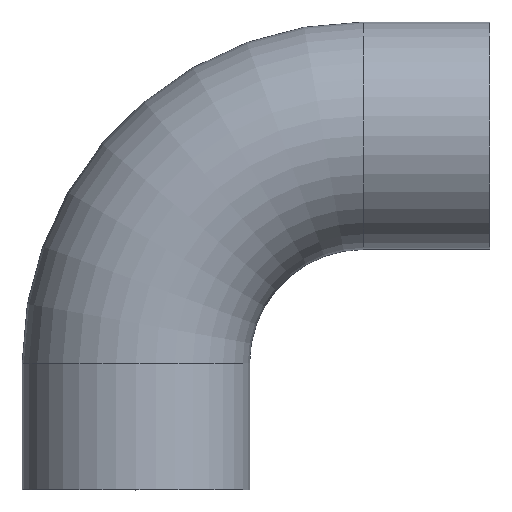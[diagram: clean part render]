
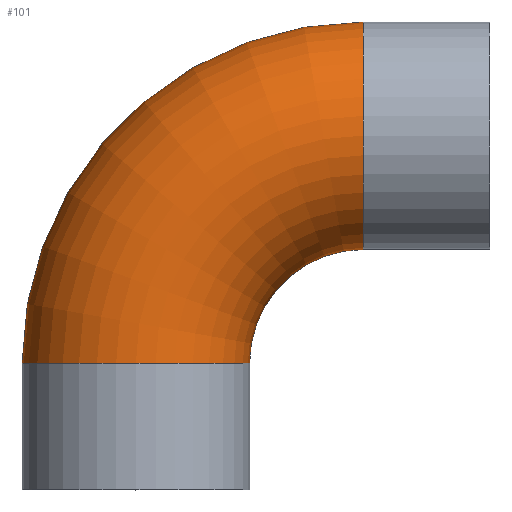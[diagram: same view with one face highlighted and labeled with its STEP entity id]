
A CAD part, top view. The second image highlights one B-rep face of the part: STEP entity #101.
In plain terms, the highlighted toroidal (fillet/blend) face has major radius 250 mm and minor radius 125 mm.
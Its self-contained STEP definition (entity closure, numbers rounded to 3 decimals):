
#83 = EDGE_CURVE( '', #161, #149, #217, .T. );
#101 = ADVANCED_FACE( '', ( #236 ), #237, .T. );
#121 = EDGE_CURVE( '', #189, #149, #263, .T. );
#149 = VERTEX_POINT( '', #293 );
#155 = EDGE_CURVE( '', #161, #181, #299, .T. );
#161 = VERTEX_POINT( '', #305 );
#181 = VERTEX_POINT( '', #330 );
#189 = VERTEX_POINT( '', #338 );
#195 = EDGE_CURVE( '', #181, #189, #344, .T. );
#217 = CIRCLE( '', #358, 125. );
#236 = FACE_OUTER_BOUND( '', #381, .T. );
#237 = TOROIDAL_SURFACE( '', #382, 250., 125. );
#263 = CIRCLE( '', #415, 125. );
#293 = CARTESIAN_POINT( '', ( 250., 264., 0. ) );
#299 = CIRCLE( '', #467, 375. );
#305 = CARTESIAN_POINT( '', ( 250., 514., 0. ) );
#330 = CARTESIAN_POINT( '', ( -125., 139., 0. ) );
#338 = CARTESIAN_POINT( '', ( 125., 139., 0. ) );
#344 = CIRCLE( '', #517, 125. );
#358 = AXIS2_PLACEMENT_3D( '', #526, #527, #528 );
#381 = EDGE_LOOP( '', ( #545, #546, #547, #548 ) );
#382 = AXIS2_PLACEMENT_3D( '', #549, #550, #551 );
#415 = AXIS2_PLACEMENT_3D( '', #597, #598, #599 );
#467 = AXIS2_PLACEMENT_3D( '', #641, #642, #643 );
#517 = AXIS2_PLACEMENT_3D( '', #695, #696, #697 );
#526 = CARTESIAN_POINT( '', ( 250., 389., 0. ) );
#527 = DIRECTION( '', ( 1., 0., 0. ) );
#528 = DIRECTION( '', ( 0., -1., 0. ) );
#545 = ORIENTED_EDGE( '', *, *, #155, .T. );
#546 = ORIENTED_EDGE( '', *, *, #195, .T. );
#547 = ORIENTED_EDGE( '', *, *, #121, .T. );
#548 = ORIENTED_EDGE( '', *, *, #83, .F. );
#549 = CARTESIAN_POINT( '', ( 250., 139., 0. ) );
#550 = DIRECTION( '', ( 0., 0., 1. ) );
#551 = DIRECTION( '', ( 1., 0., 0. ) );
#597 = CARTESIAN_POINT( '', ( 250., 139., 0. ) );
#598 = DIRECTION( '', ( 0., 0., -1. ) );
#599 = DIRECTION( '', ( 1., 0., 0. ) );
#641 = CARTESIAN_POINT( '', ( 250., 139., 0. ) );
#642 = DIRECTION( '', ( 0., 0., 1. ) );
#643 = DIRECTION( '', ( 1., 0., 0. ) );
#695 = CARTESIAN_POINT( '', ( 0., 139., 0. ) );
#696 = DIRECTION( '', ( 0., 1., 0. ) );
#697 = DIRECTION( '', ( 1., 0., 0. ) );
